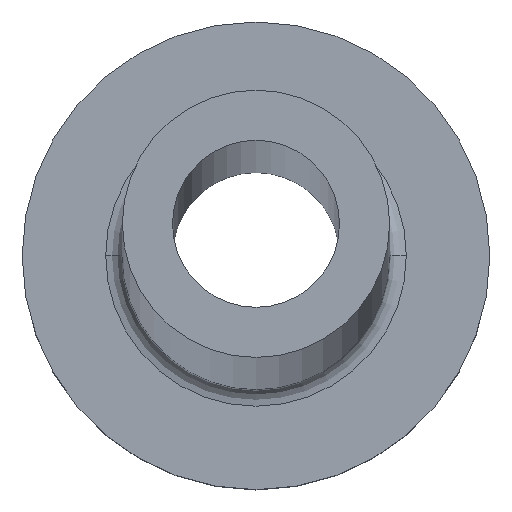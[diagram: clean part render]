
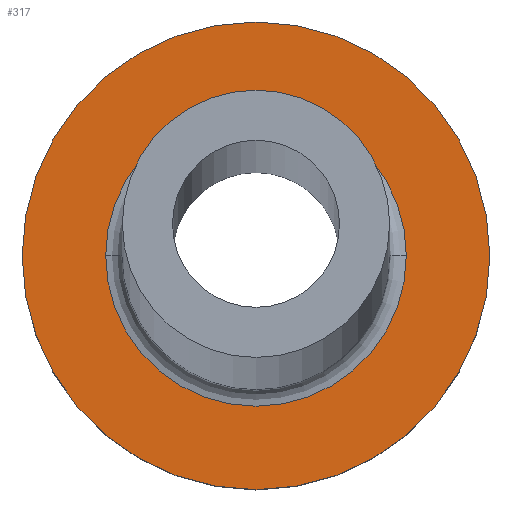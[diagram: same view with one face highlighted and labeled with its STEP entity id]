
A CAD part, top view. The second image highlights one B-rep face of the part: STEP entity #317.
In plain terms, the highlighted planar face has unit normal (0, 0, 1).
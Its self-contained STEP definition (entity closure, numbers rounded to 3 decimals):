
#1 = CARTESIAN_POINT ( 'NONE',  ( 0., 0., 5. ) ) ;
#9 = EDGE_CURVE ( 'NONE', #350, #130, #355, .T. ) ;
#15 = DIRECTION ( 'NONE',  ( 1., 0., 0. ) ) ;
#29 = DIRECTION ( 'NONE',  ( 0., 0., 1. ) ) ;
#31 = PLANE ( 'NONE',  #95 ) ;
#33 = DIRECTION ( 'NONE',  ( 1., 0., 0. ) ) ;
#49 = CARTESIAN_POINT ( 'NONE',  ( 0., 0., 5. ) ) ;
#69 = ORIENTED_EDGE ( 'NONE', *, *, #324, .T. ) ;
#82 = DIRECTION ( 'NONE',  ( 0., 0., -1. ) ) ;
#84 = ORIENTED_EDGE ( 'NONE', *, *, #375, .T. ) ;
#95 = AXIS2_PLACEMENT_3D ( 'NONE', #131, #182, #297 ) ;
#101 = ORIENTED_EDGE ( 'NONE', *, *, #239, .T. ) ;
#130 = VERTEX_POINT ( 'NONE', #353 ) ;
#131 = CARTESIAN_POINT ( 'NONE',  ( 0., 0., 5. ) ) ;
#134 = ORIENTED_EDGE ( 'NONE', *, *, #9, .T. ) ;
#136 = CIRCLE ( 'NONE', #346, 4.5 ) ;
#138 = AXIS2_PLACEMENT_3D ( 'NONE', #151, #327, #357 ) ;
#149 = VERTEX_POINT ( 'NONE', #202 ) ;
#151 = CARTESIAN_POINT ( 'NONE',  ( 0., 0., 5. ) ) ;
#160 = AXIS2_PLACEMENT_3D ( 'NONE', #300, #29, #33 ) ;
#167 = EDGE_LOOP ( 'NONE', ( #84, #101 ) ) ;
#170 = CIRCLE ( 'NONE', #379, 4.5 ) ;
#175 = EDGE_LOOP ( 'NONE', ( #134, #69 ) ) ;
#182 = DIRECTION ( 'NONE',  ( 0., 0., 1. ) ) ;
#188 = FACE_BOUND ( 'NONE', #167, .T. ) ;
#191 = CIRCLE ( 'NONE', #160, 7. ) ;
#202 = CARTESIAN_POINT ( 'NONE',  ( 4.5, 0., 5. ) ) ;
#239 = EDGE_CURVE ( 'NONE', #260, #149, #170, .T. ) ;
#260 = VERTEX_POINT ( 'NONE', #334 ) ;
#282 = CARTESIAN_POINT ( 'NONE',  ( -7., 0., 5. ) ) ;
#297 = DIRECTION ( 'NONE',  ( 1., 0., 0. ) ) ;
#300 = CARTESIAN_POINT ( 'NONE',  ( 0., 0., 5. ) ) ;
#302 = DIRECTION ( 'NONE',  ( 0., 0., -1. ) ) ;
#303 = FACE_OUTER_BOUND ( 'NONE', #175, .T. ) ;
#317 = ADVANCED_FACE ( 'NONE', ( #188, #303 ), #31, .T. ) ;
#324 = EDGE_CURVE ( 'NONE', #130, #350, #191, .T. ) ;
#327 = DIRECTION ( 'NONE',  ( 0., 0., 1. ) ) ;
#329 = DIRECTION ( 'NONE',  ( 1., 0., 0. ) ) ;
#334 = CARTESIAN_POINT ( 'NONE',  ( -4.5, 0., 5. ) ) ;
#346 = AXIS2_PLACEMENT_3D ( 'NONE', #49, #82, #15 ) ;
#350 = VERTEX_POINT ( 'NONE', #282 ) ;
#353 = CARTESIAN_POINT ( 'NONE',  ( 7., 0., 5. ) ) ;
#355 = CIRCLE ( 'NONE', #138, 7. ) ;
#357 = DIRECTION ( 'NONE',  ( 1., 0., 0. ) ) ;
#375 = EDGE_CURVE ( 'NONE', #149, #260, #136, .T. ) ;
#379 = AXIS2_PLACEMENT_3D ( 'NONE', #1, #302, #329 ) ;
